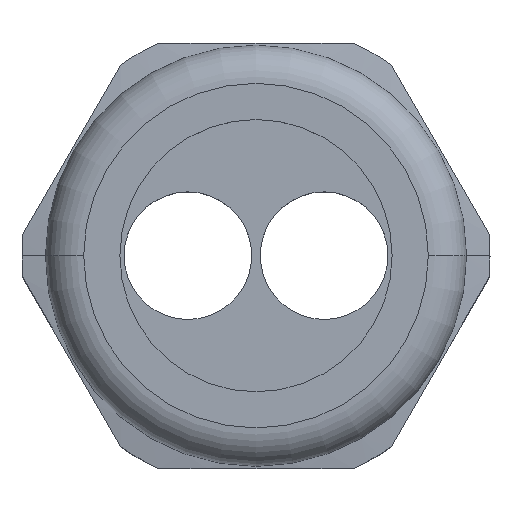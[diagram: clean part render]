
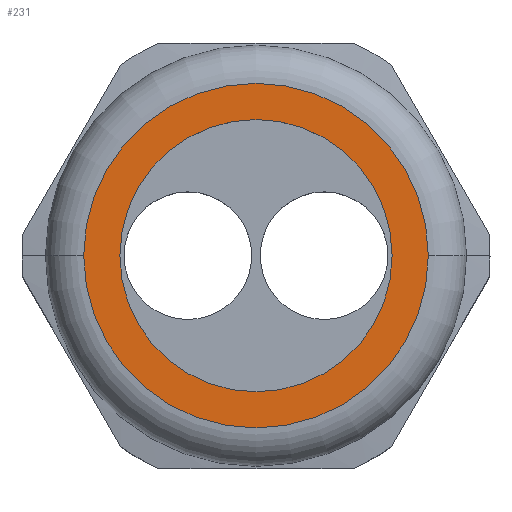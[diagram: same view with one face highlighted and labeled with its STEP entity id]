
A CAD part, top view. The second image highlights one B-rep face of the part: STEP entity #231.
In plain terms, the highlighted planar face has unit normal (0, 0, 1).
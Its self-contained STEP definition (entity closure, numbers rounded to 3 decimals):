
#22 = AXIS2_PLACEMENT_3D ( 'NONE', #1753, #1754, #1755 ) ;
#31 = AXIS2_PLACEMENT_3D ( 'NONE', #1741, #1742, #1743 ) ;
#135 = CIRCLE ( 'NONE', #22, 20.25 ) ;
#138 = CIRCLE ( 'NONE', #31, 16. ) ;
#180 = CIRCLE ( 'NONE', #510, 16. ) ;
#181 = CIRCLE ( 'NONE', #513, 20.25 ) ;
#231 = ADVANCED_FACE ( 'NONE', ( #681, #675 ), #428, .T. ) ;
#428 = PLANE ( 'NONE',  #672 ) ;
#510 = AXIS2_PLACEMENT_3D ( 'NONE', #876, #877, #878 ) ;
#513 = AXIS2_PLACEMENT_3D ( 'NONE', #873, #874, #875 ) ;
#672 = AXIS2_PLACEMENT_3D ( 'NONE', #1302, #1303, #1304 ) ;
#675 = FACE_OUTER_BOUND ( 'NONE', #1695, .T. ) ;
#681 = FACE_BOUND ( 'NONE', #1694, .T. ) ;
#755 = EDGE_CURVE ( 'NONE', #1642, #1619, #181, .T. ) ;
#756 = EDGE_CURVE ( 'NONE', #1621, #1624, #180, .T. ) ;
#843 = EDGE_CURVE ( 'NONE', #1624, #1621, #138, .T. ) ;
#847 = EDGE_CURVE ( 'NONE', #1619, #1642, #135, .T. ) ;
#873 = CARTESIAN_POINT ( 'NONE',  ( 0., 0., 46.5 ) ) ;
#874 = DIRECTION ( 'NONE',  ( 0., 0., 1. ) ) ;
#875 = DIRECTION ( 'NONE',  ( 1., 0., 0. ) ) ;
#876 = CARTESIAN_POINT ( 'NONE',  ( 0., 0., 46.5 ) ) ;
#877 = DIRECTION ( 'NONE',  ( 0., 0., 1. ) ) ;
#878 = DIRECTION ( 'NONE',  ( 1., 0., 0. ) ) ;
#1284 = ORIENTED_EDGE ( 'NONE', *, *, #847, .T. ) ;
#1285 = ORIENTED_EDGE ( 'NONE', *, *, #756, .F. ) ;
#1287 = ORIENTED_EDGE ( 'NONE', *, *, #843, .F. ) ;
#1288 = ORIENTED_EDGE ( 'NONE', *, *, #755, .T. ) ;
#1302 = CARTESIAN_POINT ( 'NONE',  ( 0., 0., 46.5 ) ) ;
#1303 = DIRECTION ( 'NONE',  ( 0., 0., 1. ) ) ;
#1304 = DIRECTION ( 'NONE',  ( 1., 0., 0. ) ) ;
#1619 = VERTEX_POINT ( 'NONE', #1813 ) ;
#1621 = VERTEX_POINT ( 'NONE', #1815 ) ;
#1624 = VERTEX_POINT ( 'NONE', #1818 ) ;
#1642 = VERTEX_POINT ( 'NONE', #1836 ) ;
#1694 = EDGE_LOOP ( 'NONE', ( #1285, #1287 ) ) ;
#1695 = EDGE_LOOP ( 'NONE', ( #1284, #1288 ) ) ;
#1741 = CARTESIAN_POINT ( 'NONE',  ( 0., 0., 46.5 ) ) ;
#1742 = DIRECTION ( 'NONE',  ( 0., 0., 1. ) ) ;
#1743 = DIRECTION ( 'NONE',  ( 1., 0., 0. ) ) ;
#1753 = CARTESIAN_POINT ( 'NONE',  ( 0., 0., 46.5 ) ) ;
#1754 = DIRECTION ( 'NONE',  ( 0., 0., 1. ) ) ;
#1755 = DIRECTION ( 'NONE',  ( 1., 0., 0. ) ) ;
#1813 = CARTESIAN_POINT ( 'NONE',  ( 20.25, 0., 46.5 ) ) ;
#1815 = CARTESIAN_POINT ( 'NONE',  ( 16., 0., 46.5 ) ) ;
#1818 = CARTESIAN_POINT ( 'NONE',  ( -16., 0., 46.5 ) ) ;
#1836 = CARTESIAN_POINT ( 'NONE',  ( -20.25, 0., 46.5 ) ) ;
